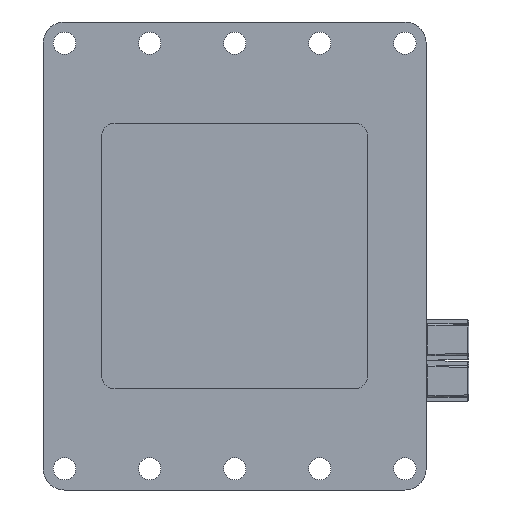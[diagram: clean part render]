
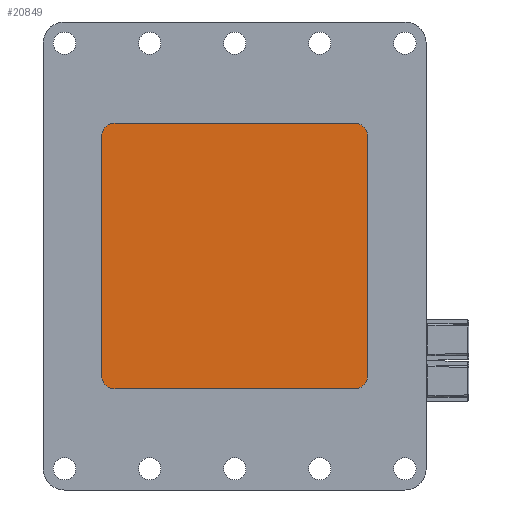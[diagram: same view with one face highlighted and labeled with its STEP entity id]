
A CAD part, left-side view. The second image highlights one B-rep face of the part: STEP entity #20849.
In plain terms, the highlighted planar face has unit normal (-1, 0, 0).
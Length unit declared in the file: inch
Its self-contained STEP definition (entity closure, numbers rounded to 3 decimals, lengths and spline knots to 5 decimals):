
#5602=DIRECTION('',(0.,0.,-1.));
#5603=VECTOR('',#5602,1.77165);
#5604=CARTESIAN_POINT('',(-0.66717,-1.29858,
-0.6337));
#5605=LINE('',#5604,#5603);
#5609=CARTESIAN_POINT('',(-0.66717,-1.39701,
-0.6337));
#5610=DIRECTION('',(-1.,0.,0.));
#5611=DIRECTION('',(0.,0.,1.));
#5612=AXIS2_PLACEMENT_3D('',#5609,#5610,#5611);
#5617=DIRECTION('',(0.,1.,0.));
#5618=VECTOR('',#5617,1.77165);
#5619=CARTESIAN_POINT('',(-0.66717,-3.16866,
-0.53528));
#5620=LINE('',#5619,#5618);
#5624=CARTESIAN_POINT('',(-0.66717,-3.16866,
-0.6337));
#5625=DIRECTION('',(-1.,0.,0.));
#5626=DIRECTION('',(0.,-1.,0.));
#5627=AXIS2_PLACEMENT_3D('',#5624,#5625,#5626);
#5632=DIRECTION('',(0.,0.,1.));
#5633=VECTOR('',#5632,1.77165);
#5634=CARTESIAN_POINT('',(-0.66717,-3.26709,
-2.40536));
#5635=LINE('',#5634,#5633);
#5639=CARTESIAN_POINT('',(-0.66717,-3.16866,
-2.40536));
#5640=DIRECTION('',(-1.,0.,0.));
#5641=DIRECTION('',(0.,0.,-1.));
#5642=AXIS2_PLACEMENT_3D('',#5639,#5640,#5641);
#5647=DIRECTION('',(0.,-1.,0.));
#5648=VECTOR('',#5647,1.77165);
#5649=CARTESIAN_POINT('',(-0.66717,-1.39701,
-2.50378));
#5650=LINE('',#5649,#5648);
#5654=CARTESIAN_POINT('',(-0.66717,-1.39701,
-2.40536));
#5655=DIRECTION('',(-1.,0.,0.));
#5656=DIRECTION('',(0.,1.,0.));
#5657=AXIS2_PLACEMENT_3D('',#5654,#5655,#5656);
#14247=CARTESIAN_POINT('',(-0.66717,-1.39701,
-2.50378));
#14248=VERTEX_POINT('',#14247);
#14249=CARTESIAN_POINT('',(-0.66717,-1.29858,
-2.40536));
#14250=VERTEX_POINT('',#14249);
#14253=CARTESIAN_POINT('',(-0.66717,-3.16866,
-2.50378));
#14254=VERTEX_POINT('',#14253);
#14257=CARTESIAN_POINT('',(-0.66717,-3.26709,
-2.40536));
#14258=VERTEX_POINT('',#14257);
#14261=CARTESIAN_POINT('',(-0.66717,-3.26709,
-0.6337));
#14262=VERTEX_POINT('',#14261);
#14265=CARTESIAN_POINT('',(-0.66717,-3.16866,
-0.53528));
#14266=VERTEX_POINT('',#14265);
#14269=CARTESIAN_POINT('',(-0.66717,-1.39701,
-0.53528));
#14270=VERTEX_POINT('',#14269);
#14273=CARTESIAN_POINT('',(-0.66717,-1.29858,
-0.6337));
#14274=VERTEX_POINT('',#14273);
#20834=CARTESIAN_POINT('',(-0.66717,-2.28283,
-1.51953));
#20835=DIRECTION('',(1.,0.,0.));
#20836=DIRECTION('',(0.,0.,-1.));
#20837=AXIS2_PLACEMENT_3D('',#20834,#20835,#20836);
#20838=PLANE('',#20837);
#20839=ORIENTED_EDGE('',*,*,#20696,.F.);
#20840=ORIENTED_EDGE('',*,*,#20717,.F.);
#20841=ORIENTED_EDGE('',*,*,#20738,.F.);
#20842=ORIENTED_EDGE('',*,*,#20759,.F.);
#20843=ORIENTED_EDGE('',*,*,#20780,.F.);
#20844=ORIENTED_EDGE('',*,*,#20801,.F.);
#20845=ORIENTED_EDGE('',*,*,#20821,.F.);
#20846=ORIENTED_EDGE('',*,*,#20674,.F.);
#20847=EDGE_LOOP('',(#20839,#20840,#20841,#20842,#20843,#20844,#20845,#20846));
#20848=FACE_OUTER_BOUND('',#20847,.F.);
#5613=CIRCLE('',#5612,0.09843);
#5628=CIRCLE('',#5627,0.09843);
#5643=CIRCLE('',#5642,0.09843);
#5658=CIRCLE('',#5657,0.09843);
#20674=EDGE_CURVE('',#14250,#14248,#5658,.T.);
#20696=EDGE_CURVE('',#14274,#14250,#5605,.T.);
#20717=EDGE_CURVE('',#14270,#14274,#5613,.T.);
#20738=EDGE_CURVE('',#14266,#14270,#5620,.T.);
#20759=EDGE_CURVE('',#14262,#14266,#5628,.T.);
#20780=EDGE_CURVE('',#14258,#14262,#5635,.T.);
#20801=EDGE_CURVE('',#14254,#14258,#5643,.T.);
#20821=EDGE_CURVE('',#14248,#14254,#5650,.T.);
#20849=ADVANCED_FACE('',(#20848),#20838,.F.);
